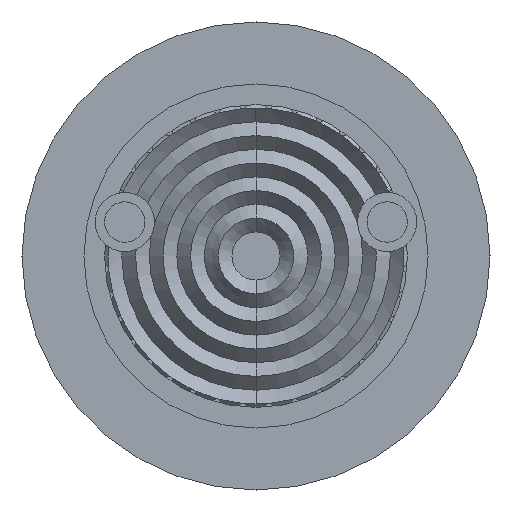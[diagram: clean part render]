
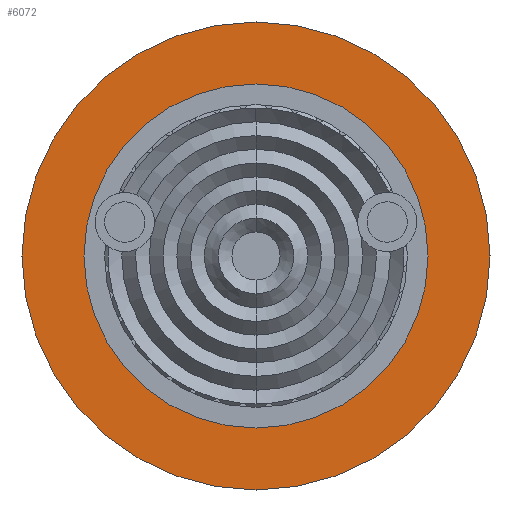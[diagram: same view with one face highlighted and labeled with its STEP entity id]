
A CAD part, front view. The second image highlights one B-rep face of the part: STEP entity #6072.
In plain terms, the highlighted planar face has unit normal (0, -1, 0).
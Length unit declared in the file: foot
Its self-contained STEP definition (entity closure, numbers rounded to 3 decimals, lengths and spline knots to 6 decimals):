
#343 = CARTESIAN_POINT ( 'NONE',  ( 0., -0.0065, 0. ) ) ;
#512 = DIRECTION ( 'NONE',  ( 0., 0., -1. ) ) ;
#525 = DIRECTION ( 'NONE',  ( 0., -1., 0. ) ) ;
#745 = PLANE ( 'NONE',  #3646 ) ;
#921 = CARTESIAN_POINT ( 'NONE',  ( 0., -0.0065, 0. ) ) ;
#988 = AXIS2_PLACEMENT_3D ( 'NONE', #343, #6105, #6084 ) ;
#1140 = CARTESIAN_POINT ( 'NONE',  ( 0., -0.0065, 0. ) ) ;
#1388 = AXIS2_PLACEMENT_3D ( 'NONE', #5392, #5384, #5377 ) ;
#1486 = CIRCLE ( 'NONE', #1561, 0.014167 ) ;
#1561 = AXIS2_PLACEMENT_3D ( 'NONE', #1140, #5366, #5346 ) ;
#1662 = CIRCLE ( 'NONE', #5363, 0.014167 ) ;
#2140 = CARTESIAN_POINT ( 'NONE',  ( 0., -0.0065, -0.010417 ) ) ;
#2319 = EDGE_CURVE ( 'NONE', #4235, #2862, #4471, .T. ) ;
#2642 = EDGE_LOOP ( 'NONE', ( #5759, #5483 ) ) ;
#2736 = CIRCLE ( 'NONE', #1388, 0.010417 ) ;
#2862 = VERTEX_POINT ( 'NONE', #2140 ) ;
#3062 = DIRECTION ( 'NONE',  ( 0., 0., 1. ) ) ;
#3074 = DIRECTION ( 'NONE',  ( 0., 1., 0. ) ) ;
#3097 = CARTESIAN_POINT ( 'NONE',  ( 0., -0.0065, 0. ) ) ;
#3248 = VERTEX_POINT ( 'NONE', #4898 ) ;
#3325 = FACE_BOUND ( 'NONE', #2642, .T. ) ;
#3467 = EDGE_CURVE ( 'NONE', #3248, #4492, #1486, .T. ) ;
#3610 = CARTESIAN_POINT ( 'NONE',  ( 0., -0.0065, 0.010417 ) ) ;
#3646 = AXIS2_PLACEMENT_3D ( 'NONE', #921, #525, #512 ) ;
#3709 = EDGE_LOOP ( 'NONE', ( #5622, #4574 ) ) ;
#3741 = EDGE_CURVE ( 'NONE', #4492, #3248, #1662, .T. ) ;
#4235 = VERTEX_POINT ( 'NONE', #3610 ) ;
#4365 = EDGE_CURVE ( 'NONE', #2862, #4235, #2736, .T. ) ;
#4398 = FACE_OUTER_BOUND ( 'NONE', #3709, .T. ) ;
#4471 = CIRCLE ( 'NONE', #988, 0.010417 ) ;
#4492 = VERTEX_POINT ( 'NONE', #4917 ) ;
#4574 = ORIENTED_EDGE ( 'NONE', *, *, #3467, .F. ) ;
#4898 = CARTESIAN_POINT ( 'NONE',  ( 0., -0.0065, -0.014167 ) ) ;
#4917 = CARTESIAN_POINT ( 'NONE',  ( 0., -0.0065, 0.014167 ) ) ;
#5346 = DIRECTION ( 'NONE',  ( 0., 0., 1. ) ) ;
#5363 = AXIS2_PLACEMENT_3D ( 'NONE', #3097, #3074, #3062 ) ;
#5366 = DIRECTION ( 'NONE',  ( 0., 1., 0. ) ) ;
#5377 = DIRECTION ( 'NONE',  ( 0., 0., 1. ) ) ;
#5384 = DIRECTION ( 'NONE',  ( 0., 1., 0. ) ) ;
#5392 = CARTESIAN_POINT ( 'NONE',  ( 0., -0.0065, 0. ) ) ;
#5483 = ORIENTED_EDGE ( 'NONE', *, *, #4365, .T. ) ;
#5622 = ORIENTED_EDGE ( 'NONE', *, *, #3741, .F. ) ;
#5759 = ORIENTED_EDGE ( 'NONE', *, *, #2319, .T. ) ;
#6072 = ADVANCED_FACE ( 'NONE', ( #3325, #4398 ), #745, .T. ) ;
#6084 = DIRECTION ( 'NONE',  ( 0., 0., 1. ) ) ;
#6105 = DIRECTION ( 'NONE',  ( 0., 1., 0. ) ) ;
